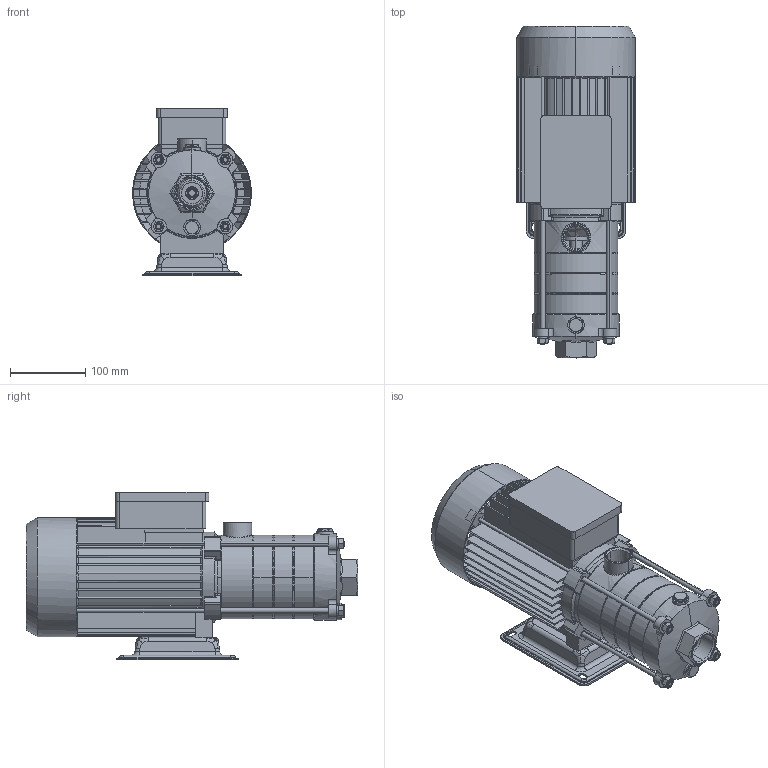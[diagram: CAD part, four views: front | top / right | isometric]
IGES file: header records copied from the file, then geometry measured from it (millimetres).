
Global section: file name: 015P2359 (RMHI 4-4R); native system: AutoCAD 2019 — Русский (Russian),62HAutod; preprocessor: esk Translation Framework DWG producer (atf_dwg_producer); organization: unknown; date: 20240415.164806; units: millimetre
Bounding box: 157.76 x 441 x 223 mm (x, y, z)
Volume: 3396499.5 mm3; surface area: 727753.9 mm2
Topology: 28 solids, 28 shells, 1398 faces, 4065 edges, 2802 vertices
Faces by surface type: bspline 1352, revolution 46
